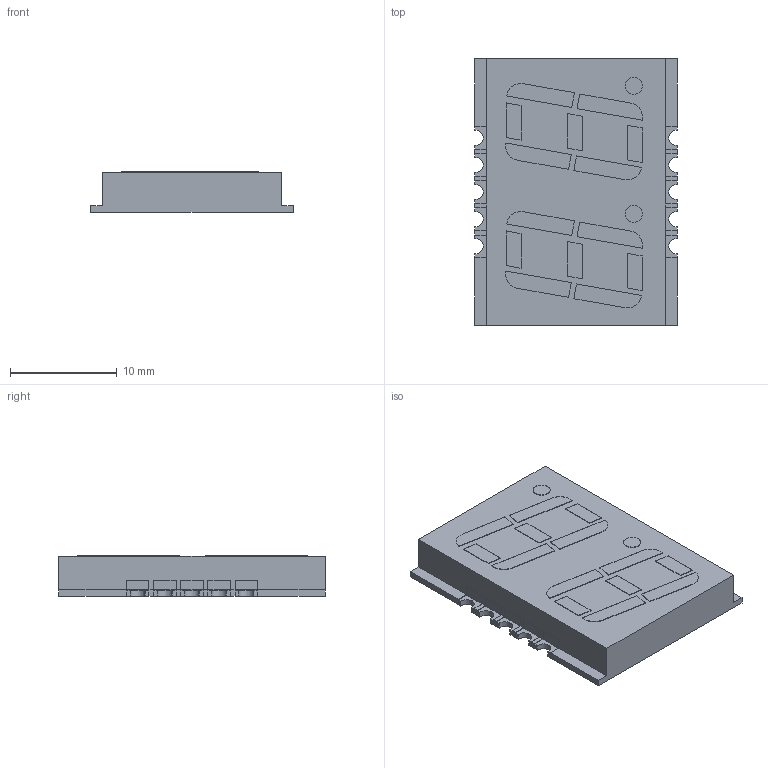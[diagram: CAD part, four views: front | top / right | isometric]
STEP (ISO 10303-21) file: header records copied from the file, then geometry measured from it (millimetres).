
FILE_DESCRIPTION(('FreeCAD Model'),'2;1');
FILE_NAME('Cut012_sp.step','2017-07-10T20:53:39',('kicad StepUp'),('ksu MCAD'), 'Open CASCADE STEP processor 7.1','FreeCAD','Unknown');
FILE_SCHEMA(('AUTOMOTIVE_DESIGN { 1 0 10303 214 1 1 1 1 }'));
Length unit declared in the file: millimetre
Products named in the file (1): Cut012_sp
Bounding box: 19 x 25 x 3.8 mm (x, y, z)
Volume: 1606.7 mm3; surface area: 1263.8 mm2
Topology: 1 solids, 1 shells, 212 faces, 542 edges, 348 vertices
Faces by surface type: plane 192, cylinder 20
Full cylindrical faces by diameter (mm): 1.6 x2
Entity records: 7774 total; most frequent: CARTESIAN_POINT 1103, ORIENTED_EDGE 1084, DIRECTION 1018, EDGE_CURVE 542, LINE 492, VECTOR 492, VERTEX_POINT 348, AXIS2_PLACEMENT_3D 263
